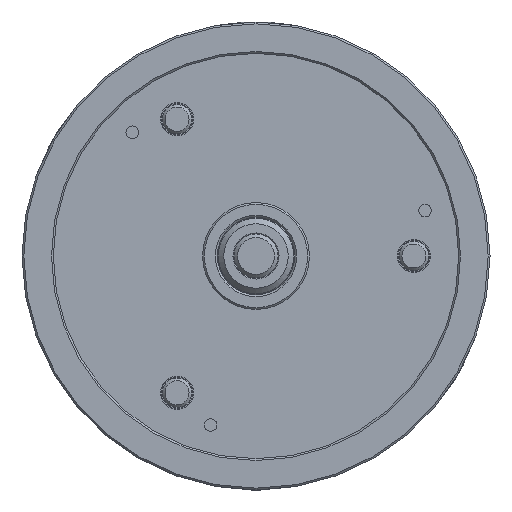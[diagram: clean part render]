
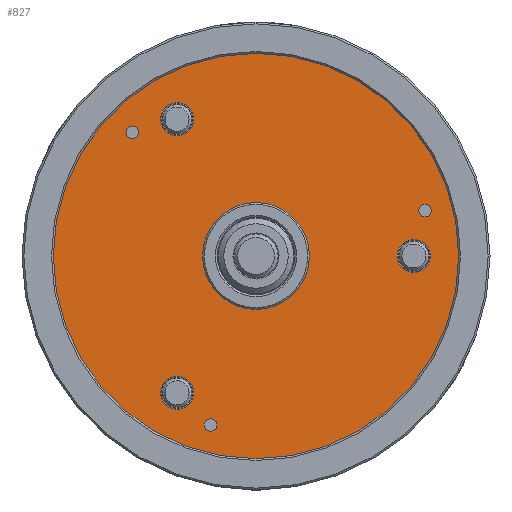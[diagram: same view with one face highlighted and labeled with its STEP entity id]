
A CAD part, left-side view. The second image highlights one B-rep face of the part: STEP entity #827.
In plain terms, the highlighted planar face has unit normal (-1, 0, 0).
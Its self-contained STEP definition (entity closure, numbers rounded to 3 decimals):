
#61 = ORIENTED_EDGE ( 'NONE', *, *, #8321, .F. ) ;
#185 = EDGE_CURVE ( 'NONE', #6589, #6589, #12482, .T. ) ;
#469 = EDGE_LOOP ( 'NONE', ( #1042 ) ) ;
#542 = CIRCLE ( 'NONE', #10524, 3.4 ) ;
#549 = VERTEX_POINT ( 'NONE', #10503 ) ;
#713 = DIRECTION ( 'NONE',  ( -1., 0., 0. ) ) ;
#746 = CARTESIAN_POINT ( 'NONE',  ( 5., -85.7, 0. ) ) ;
#752 = EDGE_CURVE ( 'NONE', #7538, #7538, #2509, .T. ) ;
#771 = CARTESIAN_POINT ( 'NONE',  ( 5., -91.763, 27.988 ) ) ;
#780 = DIRECTION ( 'NONE',  ( 1., 0., 0. ) ) ;
#796 = CIRCLE ( 'NONE', #8930, 9. ) ;
#827 = ADVANCED_FACE ( 'NONE', ( #13947, #3983, #8431, #12853, #2883, #7337, #11746, #1797 ), #6244, .T. ) ;
#1012 = CIRCLE ( 'NONE', #9129, 29. ) ;
#1042 = ORIENTED_EDGE ( 'NONE', *, *, #2060, .F. ) ;
#1303 = EDGE_CURVE ( 'NONE', #5214, #5214, #542, .T. ) ;
#1316 = EDGE_CURVE ( 'NONE', #1849, #1849, #6124, .T. ) ;
#1508 = ORIENTED_EDGE ( 'NONE', *, *, #1303, .F. ) ;
#1598 = ORIENTED_EDGE ( 'NONE', *, *, #7166, .T. ) ;
#1603 = CARTESIAN_POINT ( 'NONE',  ( 5., 24.588, -91.763 ) ) ;
#1617 = CARTESIAN_POINT ( 'NONE',  ( 5., -91.763, 24.588 ) ) ;
#1633 = EDGE_LOOP ( 'NONE', ( #12415 ) ) ;
#1694 = ORIENTED_EDGE ( 'NONE', *, *, #12051, .F. ) ;
#1797 = FACE_OUTER_BOUND ( 'NONE', #3892, .T. ) ;
#1849 = VERTEX_POINT ( 'NONE', #11801 ) ;
#1856 = DIRECTION ( 'NONE',  ( 0., 0., -1. ) ) ;
#2060 = EDGE_CURVE ( 'NONE', #549, #549, #796, .T. ) ;
#2145 = CARTESIAN_POINT ( 'NONE',  ( 5., 24.588, -88.363 ) ) ;
#2281 = VERTEX_POINT ( 'NONE', #12247 ) ;
#2509 = CIRCLE ( 'NONE', #13216, 3.4 ) ;
#2883 = FACE_BOUND ( 'NONE', #1633, .T. ) ;
#2960 = CIRCLE ( 'NONE', #4836, 9. ) ;
#3069 = CARTESIAN_POINT ( 'NONE',  ( 5., 67.175, 70.575 ) ) ;
#3854 = DIRECTION ( 'NONE',  ( 1., 0., 0. ) ) ;
#3892 = EDGE_LOOP ( 'NONE', ( #13269 ) ) ;
#3983 = FACE_BOUND ( 'NONE', #13542, .T. ) ;
#4041 = DIRECTION ( 'NONE',  ( -1., 0., 0. ) ) ;
#4080 = VERTEX_POINT ( 'NONE', #14053 ) ;
#4324 = CARTESIAN_POINT ( 'NONE',  ( 5., 0., -29. ) ) ;
#4584 = CARTESIAN_POINT ( 'NONE',  ( 5., 67.175, 67.175 ) ) ;
#4836 = AXIS2_PLACEMENT_3D ( 'NONE', #6314, #4041, #9037 ) ;
#5162 = DIRECTION ( 'NONE',  ( 0., 0., 1. ) ) ;
#5188 = DIRECTION ( 'NONE',  ( -1., 0., 0. ) ) ;
#5214 = VERTEX_POINT ( 'NONE', #771 ) ;
#5330 = EDGE_LOOP ( 'NONE', ( #1694 ) ) ;
#5618 = CARTESIAN_POINT ( 'NONE',  ( 5., 42.85, -74.218 ) ) ;
#6045 = DIRECTION ( 'NONE',  ( -1., 0., 0. ) ) ;
#6060 = DIRECTION ( 'NONE',  ( -1., 0., 0. ) ) ;
#6124 = CIRCLE ( 'NONE', #14242, 110. ) ;
#6236 = AXIS2_PLACEMENT_3D ( 'NONE', #1603, #6045, #10470 ) ;
#6244 = PLANE ( 'NONE',  #7649 ) ;
#6314 = CARTESIAN_POINT ( 'NONE',  ( 5., 42.85, 74.218 ) ) ;
#6589 = VERTEX_POINT ( 'NONE', #2145 ) ;
#6692 = DIRECTION ( 'NONE',  ( -1., 0., 0. ) ) ;
#7062 = AXIS2_PLACEMENT_3D ( 'NONE', #5618, #6692, #11124 ) ;
#7166 = EDGE_CURVE ( 'NONE', #14290, #14290, #1012, .T. ) ;
#7337 = FACE_BOUND ( 'NONE', #5330, .T. ) ;
#7538 = VERTEX_POINT ( 'NONE', #3069 ) ;
#7649 = AXIS2_PLACEMENT_3D ( 'NONE', #10669, #713, #5162 ) ;
#8306 = DIRECTION ( 'NONE',  ( 0., 0., -1. ) ) ;
#8321 = EDGE_CURVE ( 'NONE', #2281, #2281, #11458, .T. ) ;
#8431 = FACE_BOUND ( 'NONE', #8833, .T. ) ;
#8833 = EDGE_LOOP ( 'NONE', ( #61 ) ) ;
#8930 = AXIS2_PLACEMENT_3D ( 'NONE', #746, #5188, #9620 ) ;
#9037 = DIRECTION ( 'NONE',  ( 0., 0., 1. ) ) ;
#9129 = AXIS2_PLACEMENT_3D ( 'NONE', #10736, #780, #1856 ) ;
#9620 = DIRECTION ( 'NONE',  ( 0., 0., 1. ) ) ;
#10456 = DIRECTION ( 'NONE',  ( 0., 0., 1. ) ) ;
#10470 = DIRECTION ( 'NONE',  ( 0., 0., 1. ) ) ;
#10482 = DIRECTION ( 'NONE',  ( 0., 0., 1. ) ) ;
#10503 = CARTESIAN_POINT ( 'NONE',  ( 5., -85.7, 9. ) ) ;
#10524 = AXIS2_PLACEMENT_3D ( 'NONE', #1617, #6060, #10482 ) ;
#10669 = CARTESIAN_POINT ( 'NONE',  ( 5., 110., 0. ) ) ;
#10736 = CARTESIAN_POINT ( 'NONE',  ( 5., 0., 0. ) ) ;
#11124 = DIRECTION ( 'NONE',  ( 0., 0., 1. ) ) ;
#11191 = EDGE_LOOP ( 'NONE', ( #1598 ) ) ;
#11458 = CIRCLE ( 'NONE', #7062, 9. ) ;
#11746 = FACE_BOUND ( 'NONE', #11191, .T. ) ;
#11801 = CARTESIAN_POINT ( 'NONE',  ( 5., 0., -110. ) ) ;
#12051 = EDGE_CURVE ( 'NONE', #4080, #4080, #2960, .T. ) ;
#12247 = CARTESIAN_POINT ( 'NONE',  ( 5., 42.85, -65.218 ) ) ;
#12415 = ORIENTED_EDGE ( 'NONE', *, *, #752, .F. ) ;
#12482 = CIRCLE ( 'NONE', #6236, 3.4 ) ;
#12853 = FACE_BOUND ( 'NONE', #469, .T. ) ;
#13216 = AXIS2_PLACEMENT_3D ( 'NONE', #4584, #13455, #10456 ) ;
#13269 = ORIENTED_EDGE ( 'NONE', *, *, #1316, .F. ) ;
#13319 = EDGE_LOOP ( 'NONE', ( #13833 ) ) ;
#13455 = DIRECTION ( 'NONE',  ( -1., 0., 0. ) ) ;
#13542 = EDGE_LOOP ( 'NONE', ( #1508 ) ) ;
#13832 = CARTESIAN_POINT ( 'NONE',  ( 5., 0., 0. ) ) ;
#13833 = ORIENTED_EDGE ( 'NONE', *, *, #185, .F. ) ;
#13947 = FACE_BOUND ( 'NONE', #13319, .T. ) ;
#14053 = CARTESIAN_POINT ( 'NONE',  ( 5., 42.85, 83.218 ) ) ;
#14242 = AXIS2_PLACEMENT_3D ( 'NONE', #13832, #3854, #8306 ) ;
#14290 = VERTEX_POINT ( 'NONE', #4324 ) ;
